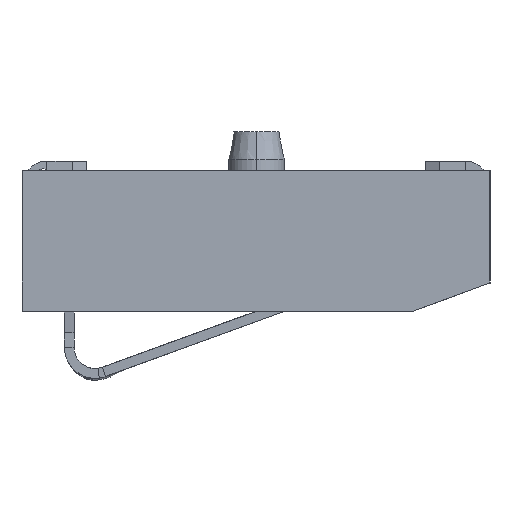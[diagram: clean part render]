
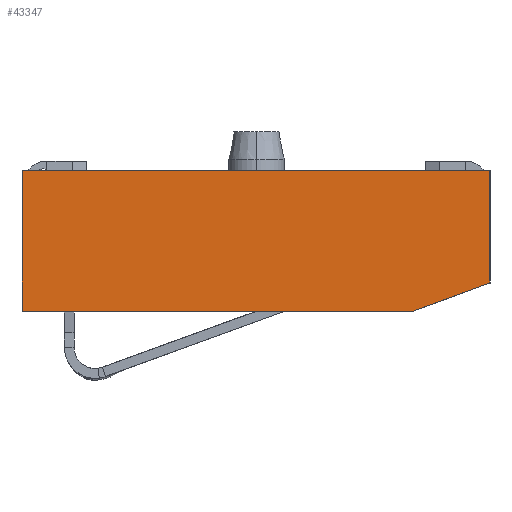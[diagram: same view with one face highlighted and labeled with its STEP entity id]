
A CAD part, left-side view. The second image highlights one B-rep face of the part: STEP entity #43347.
In plain terms, the highlighted planar face has unit normal (-1, 0, 0).
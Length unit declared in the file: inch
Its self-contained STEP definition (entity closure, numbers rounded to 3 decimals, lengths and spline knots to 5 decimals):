
#28=DIRECTION('',(0.,-1.,0.));
#29=VECTOR('',#28,0.27905);
#30=CARTESIAN_POINT('',(-0.4485,0.1863,-0.05));
#31=LINE('',#30,#29);
#1342=DIRECTION('',(0.,-1.,0.));
#1343=VECTOR('',#1342,0.334);
#1344=CARTESIAN_POINT('',(-0.4485,0.1863,0.05));
#1345=LINE('',#1344,#1343);
#3638=DIRECTION('',(0.,0.,1.));
#3639=VECTOR('',#3638,0.08);
#3640=CARTESIAN_POINT('',(-0.4485,-0.1477,-0.03));
#3641=LINE('',#3640,#3639);
#17878=DIRECTION('',(0.,-0.94,0.342));
#17879=VECTOR('',#17878,0.05848);
#17880=CARTESIAN_POINT('',(-0.4485,-0.09275,-0.05));
#17881=LINE('',#17880,#17879);
#17885=DIRECTION('',(0.,0.,1.));
#17886=VECTOR('',#17885,0.1);
#17887=CARTESIAN_POINT('',(-0.4485,0.1863,-0.05));
#17888=LINE('',#17887,#17886);
#22634=CARTESIAN_POINT('',(-0.4485,0.1863,0.05));
#22635=CARTESIAN_POINT('',(-0.4485,-0.1477,0.05));
#22636=VERTEX_POINT('',#22634);
#22637=VERTEX_POINT('',#22635);
#22638=CARTESIAN_POINT('',(-0.4485,0.1863,-0.05));
#22639=VERTEX_POINT('',#22638);
#22644=CARTESIAN_POINT('',(-0.4485,-0.09275,-0.05));
#22645=CARTESIAN_POINT('',(-0.4485,-0.1477,-0.03));
#22646=VERTEX_POINT('',#22644);
#22647=VERTEX_POINT('',#22645);
#43335=CARTESIAN_POINT('',(-0.4485,0.1863,-0.05));
#43336=DIRECTION('',(-1.,0.,0.));
#43337=DIRECTION('',(0.,-1.,0.));
#43338=AXIS2_PLACEMENT_3D('',#43335,#43336,#43337);
#43339=PLANE('',#43338);
#43340=ORIENTED_EDGE('',*,*,#43233,.F.);
#43341=ORIENTED_EDGE('',*,*,#26297,.F.);
#43342=ORIENTED_EDGE('',*,*,#28153,.T.);
#43343=ORIENTED_EDGE('',*,*,#26987,.T.);
#43344=ORIENTED_EDGE('',*,*,#28442,.F.);
#43345=EDGE_LOOP('',(#43340,#43341,#43342,#43343,#43344));
#43346=FACE_OUTER_BOUND('',#43345,.F.);
#26297=EDGE_CURVE('',#22639,#22646,#31,.T.);
#26987=EDGE_CURVE('',#22636,#22637,#1345,.T.);
#28153=EDGE_CURVE('',#22639,#22636,#17888,.T.);
#28442=EDGE_CURVE('',#22647,#22637,#3641,.T.);
#43233=EDGE_CURVE('',#22646,#22647,#17881,.T.);
#43347=ADVANCED_FACE('',(#43346),#43339,.T.);
